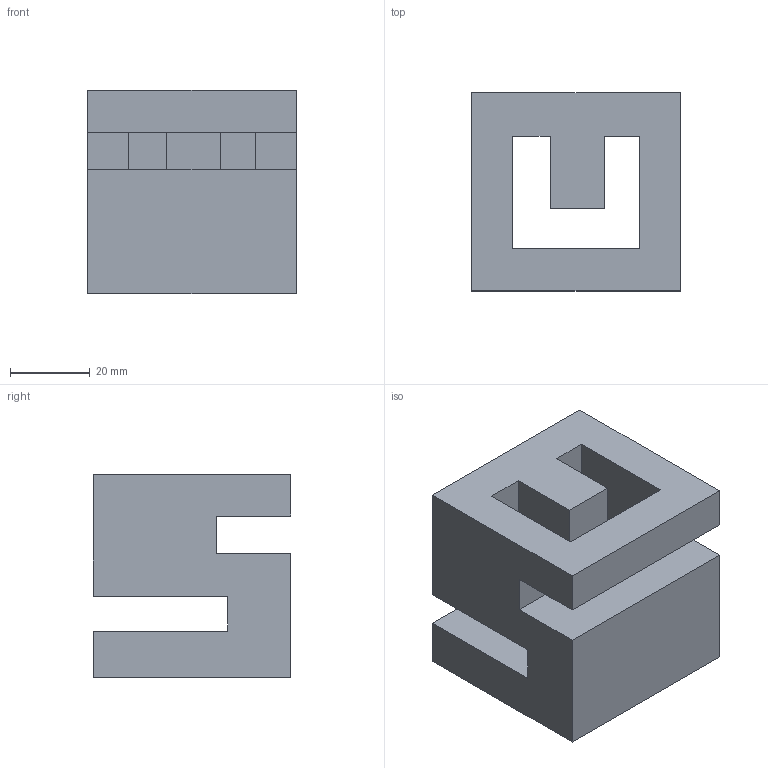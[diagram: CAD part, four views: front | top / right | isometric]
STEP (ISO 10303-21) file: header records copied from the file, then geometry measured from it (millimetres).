
FILE_DESCRIPTION(('FreeCAD Model'),'2;1');
FILE_NAME('Open CASCADE Shape Model','2026-02-19T20:07:48',(''),(''), 'Open CASCADE STEP processor 7.8','FreeCAD','Unknown');
FILE_SCHEMA(('AUTOMOTIVE_DESIGN { 1 0 10303 214 1 1 1 1 }'));
Length unit declared in the file: millimetre
Products named in the file (1): Body
Bounding box: 52.27 x 49.64 x 51 mm (x, y, z)
Volume: 81203.9 mm3; surface area: 23300.7 mm2
Topology: 1 solids, 1 shells, 30 faces, 96 edges, 64 vertices
Faces by surface type: plane 30
Entity records: 2322 total; most frequent: CARTESIAN_POINT 383, DIRECTION 350, LINE 288, VECTOR 288, ORIENTED_EDGE 192, PCURVE 192, DEFINITIONAL_REPRESENTATION 192, EDGE_CURVE 96
